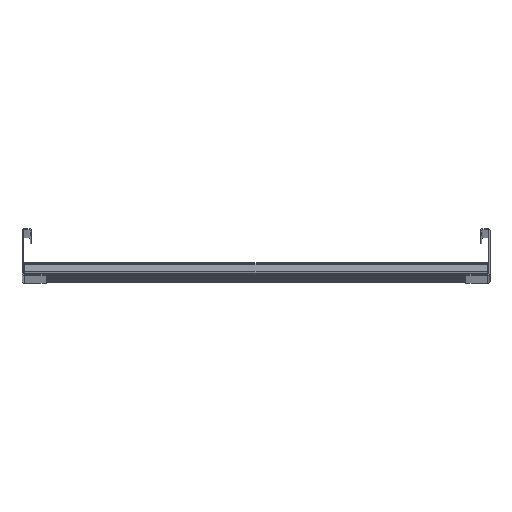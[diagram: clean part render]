
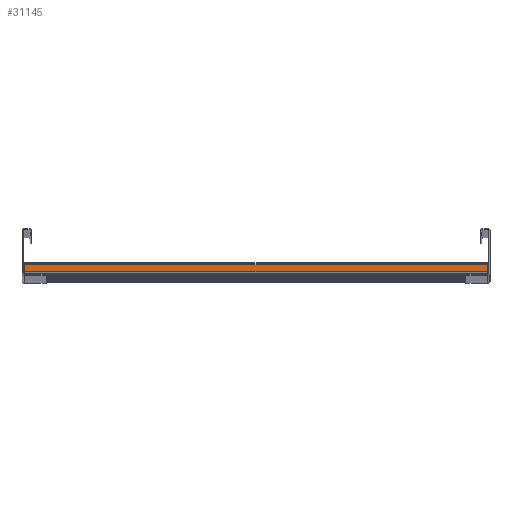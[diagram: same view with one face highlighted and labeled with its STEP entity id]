
A CAD part, top view. The second image highlights one B-rep face of the part: STEP entity #31145.
In plain terms, the highlighted planar face has unit normal (0, 0, 1).
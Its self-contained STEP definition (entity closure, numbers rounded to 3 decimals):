
#1101=DIRECTION('',(1.,0.,0.));
#1102=VECTOR('',#1101,593.);
#1103=CARTESIAN_POINT('',(-296.5,-25.5,2940.));
#1104=LINE('',#1103,#1102);
#1180=DIRECTION('',(0.,-1.,0.));
#1181=VECTOR('',#1180,9.);
#1182=CARTESIAN_POINT('',(-296.5,-16.5,2940.));
#1183=LINE('',#1182,#1181);
#11782=DIRECTION('',(0.,-1.,0.));
#11783=VECTOR('',#11782,9.);
#11784=CARTESIAN_POINT('',(296.5,-16.5,2940.));
#11785=LINE('',#11784,#11783);
#11861=DIRECTION('',(1.,0.,0.));
#11862=VECTOR('',#11861,593.);
#11863=CARTESIAN_POINT('',(-296.5,-16.5,2940.));
#11864=LINE('',#11863,#11862);
#11997=CARTESIAN_POINT('',(-296.5,-16.5,2940.));
#11998=CARTESIAN_POINT('',(-296.5,-25.5,2940.));
#11999=VERTEX_POINT('',#11997);
#12000=VERTEX_POINT('',#11998);
#12033=CARTESIAN_POINT('',(296.5,-16.5,2940.));
#12034=CARTESIAN_POINT('',(296.5,-25.5,2940.));
#12035=VERTEX_POINT('',#12033);
#12036=VERTEX_POINT('',#12034);
#31133=CARTESIAN_POINT('',(-296.5,-16.5,2940.));
#31134=DIRECTION('',(0.,0.,1.));
#31135=DIRECTION('',(0.,-1.,0.));
#31136=AXIS2_PLACEMENT_3D('',#31133,#31134,#31135);
#31137=PLANE('',#31136);
#31138=ORIENTED_EDGE('',*,*,#16457,.F.);
#31140=ORIENTED_EDGE('',*,*,#31139,.T.);
#31141=ORIENTED_EDGE('',*,*,#31094,.T.);
#31142=ORIENTED_EDGE('',*,*,#16407,.F.);
#31143=EDGE_LOOP('',(#31138,#31140,#31141,#31142));
#31144=FACE_OUTER_BOUND('',#31143,.F.);
#31145=ADVANCED_FACE('',(#31144),#31137,.T.);
#16407=EDGE_CURVE('',#12000,#12036,#1104,.T.);
#16457=EDGE_CURVE('',#11999,#12000,#1183,.T.);
#31094=EDGE_CURVE('',#12035,#12036,#11785,.T.);
#31139=EDGE_CURVE('',#11999,#12035,#11864,.T.);
